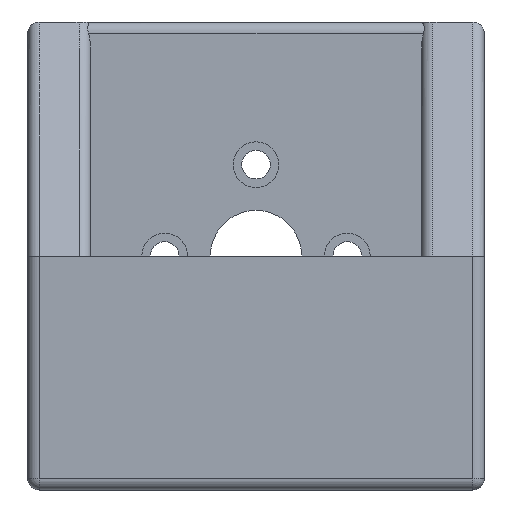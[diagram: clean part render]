
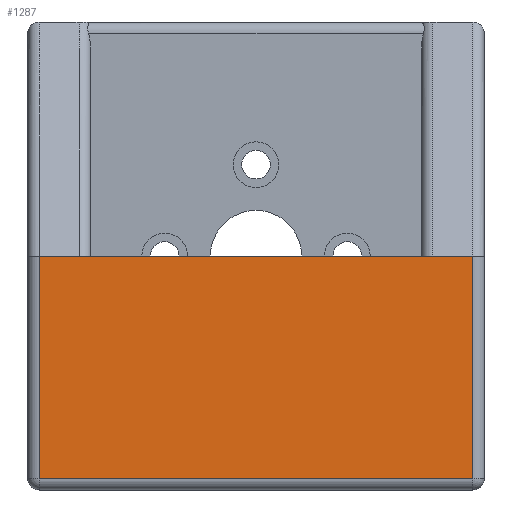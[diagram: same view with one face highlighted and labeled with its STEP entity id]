
A CAD part, front view. The second image highlights one B-rep face of the part: STEP entity #1287.
In plain terms, the highlighted planar face has unit normal (0, -1, 0).
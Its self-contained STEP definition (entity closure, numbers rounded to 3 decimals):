
#92=PLANE('',#1432);
#160=FACE_OUTER_BOUND('',#253,.T.);
#253=EDGE_LOOP('',(#1160,#1161,#1162,#1163));
#296=LINE('',#2015,#409);
#300=LINE('',#2028,#413);
#303=LINE('',#2035,#416);
#370=LINE('',#2191,#483);
#409=VECTOR('',#1617,10.);
#413=VECTOR('',#1633,10.);
#416=VECTOR('',#1640,10.);
#483=VECTOR('',#1791,10.);
#594=VERTEX_POINT('',#2003);
#597=VERTEX_POINT('',#2013);
#599=VERTEX_POINT('',#2019);
#601=VERTEX_POINT('',#2031);
#731=EDGE_CURVE('',#597,#594,#296,.T.);
#738=EDGE_CURVE('',#594,#599,#300,.T.);
#742=EDGE_CURVE('',#599,#601,#303,.T.);
#820=EDGE_CURVE('',#597,#601,#370,.T.);
#1160=ORIENTED_EDGE('',*,*,#731,.F.);
#1161=ORIENTED_EDGE('',*,*,#820,.T.);
#1162=ORIENTED_EDGE('',*,*,#742,.F.);
#1163=ORIENTED_EDGE('',*,*,#738,.F.);
#1287=ADVANCED_FACE('',(#160),#92,.T.);
#1432=AXIS2_PLACEMENT_3D('',#2199,#1802,#1803);
#1617=DIRECTION('',(0.,0.,-1.));
#1633=DIRECTION('',(-1.,0.,0.));
#1640=DIRECTION('',(0.,0.,1.));
#1791=DIRECTION('',(-1.,0.,0.));
#1802=DIRECTION('center_axis',(0.,-1.,0.));
#1803=DIRECTION('ref_axis',(0.,0.,-1.));
#2003=CARTESIAN_POINT('',(19.,-70.,-19.5));
#2013=CARTESIAN_POINT('',(19.,-70.,0.));
#2015=CARTESIAN_POINT('',(19.,-70.,5.125));
#2019=CARTESIAN_POINT('',(-19.,-70.,-19.5));
#2028=CARTESIAN_POINT('',(10.,-70.,-19.5));
#2031=CARTESIAN_POINT('',(-19.,-70.,0.));
#2035=CARTESIAN_POINT('',(-19.,-70.,-15.375));
#2191=CARTESIAN_POINT('',(14.5,-70.,0.));
#2199=CARTESIAN_POINT('Origin',(0.,-70.,-10.25));
